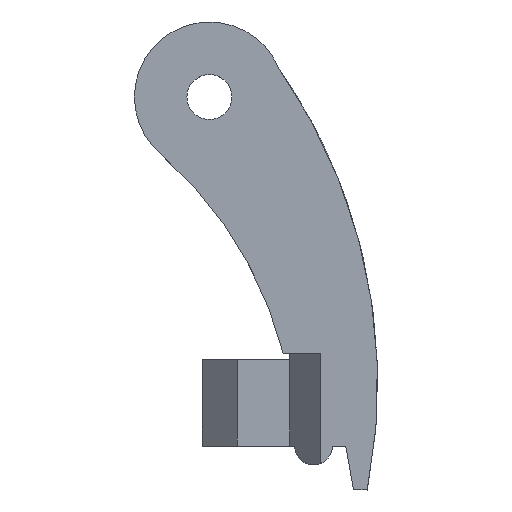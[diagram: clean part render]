
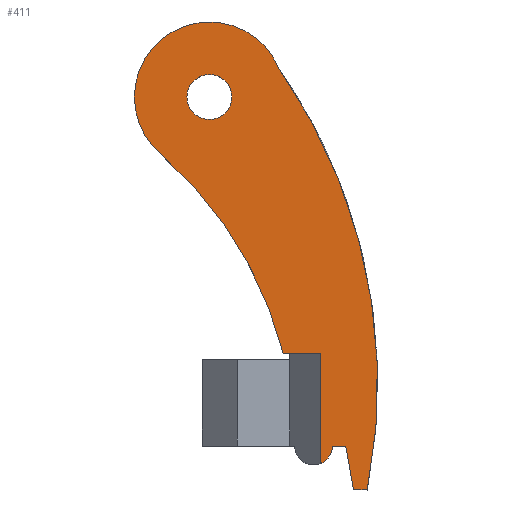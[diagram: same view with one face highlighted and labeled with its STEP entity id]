
A CAD part, top view. The second image highlights one B-rep face of the part: STEP entity #411.
In plain terms, the highlighted planar face has unit normal (0, 0, 1).
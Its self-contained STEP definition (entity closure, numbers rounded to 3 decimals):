
#25=PLANE('',#454);
#50=LINE('',#644,#92);
#51=LINE('',#646,#93);
#52=LINE('',#648,#94);
#53=LINE('',#650,#95);
#54=LINE('',#658,#96);
#92=VECTOR('',#516,1000.);
#93=VECTOR('',#517,1000.);
#94=VECTOR('',#518,1000.);
#95=VECTOR('',#519,1000.);
#96=VECTOR('',#526,1000.);
#142=ORIENTED_EDGE('',*,*,#257,.T.);
#143=ORIENTED_EDGE('',*,*,#240,.T.);
#144=ORIENTED_EDGE('',*,*,#258,.T.);
#145=ORIENTED_EDGE('',*,*,#259,.T.);
#146=ORIENTED_EDGE('',*,*,#260,.T.);
#147=ORIENTED_EDGE('',*,*,#261,.T.);
#148=ORIENTED_EDGE('',*,*,#262,.T.);
#149=ORIENTED_EDGE('',*,*,#263,.F.);
#150=ORIENTED_EDGE('',*,*,#264,.T.);
#151=ORIENTED_EDGE('',*,*,#265,.F.);
#240=EDGE_CURVE('',#298,#299,#337,.T.);
#257=EDGE_CURVE('',#314,#298,#50,.T.);
#258=EDGE_CURVE('',#299,#315,#51,.T.);
#259=EDGE_CURVE('',#315,#316,#52,.T.);
#260=EDGE_CURVE('',#316,#317,#53,.F.);
#261=EDGE_CURVE('',#317,#318,#342,.T.);
#262=EDGE_CURVE('',#318,#319,#343,.T.);
#263=EDGE_CURVE('',#320,#319,#344,.T.);
#264=EDGE_CURVE('',#320,#314,#54,.T.);
#265=EDGE_CURVE('',#321,#321,#345,.T.);
#298=VERTEX_POINT('',#610);
#299=VERTEX_POINT('',#611);
#314=VERTEX_POINT('',#645);
#315=VERTEX_POINT('',#647);
#316=VERTEX_POINT('',#649);
#317=VERTEX_POINT('',#651);
#318=VERTEX_POINT('',#653);
#319=VERTEX_POINT('',#655);
#320=VERTEX_POINT('',#657);
#321=VERTEX_POINT('',#660);
#337=CIRCLE('',#447,0.75);
#342=CIRCLE('',#455,22.053);
#343=CIRCLE('',#456,3.);
#344=CIRCLE('',#457,15.699);
#345=CIRCLE('',#458,0.9);
#354=EDGE_LOOP('',(#142,#143,#144,#145,#146,#147,#148,#149,#150));
#355=EDGE_LOOP('',(#151));
#379=FACE_BOUND('',#354,.T.);
#380=FACE_BOUND('',#355,.T.);
#411=ADVANCED_FACE('',(#379,#380),#25,.T.);
#447=AXIS2_PLACEMENT_3D('',#609,#489,#490);
#454=AXIS2_PLACEMENT_3D('',#643,#514,#515);
#455=AXIS2_PLACEMENT_3D('',#652,#520,#521);
#456=AXIS2_PLACEMENT_3D('',#654,#522,#523);
#457=AXIS2_PLACEMENT_3D('',#656,#524,#525);
#458=AXIS2_PLACEMENT_3D('',#659,#527,#528);
#489=DIRECTION('',(0.,0.,1.));
#490=DIRECTION('',(0.,-1.,0.));
#514=DIRECTION('',(0.,0.,1.));
#515=DIRECTION('',(1.,0.,0.));
#516=DIRECTION('',(0.,-1.,0.));
#517=DIRECTION('',(1.,0.,0.));
#518=DIRECTION('',(0.176,-0.984,0.));
#519=DIRECTION('',(-1.,0.008,0.));
#520=DIRECTION('',(0.,0.,1.));
#521=DIRECTION('',(0.,-1.,0.));
#522=DIRECTION('',(0.,0.,1.));
#523=DIRECTION('',(0.,-1.,0.));
#524=DIRECTION('',(0.,0.,1.));
#525=DIRECTION('',(0.,-1.,0.));
#526=DIRECTION('',(1.,0.,0.));
#527=DIRECTION('',(0.,0.,1.));
#528=DIRECTION('',(0.,-1.,0.));
#609=CARTESIAN_POINT('',(4.177,-13.948,0.));
#610=CARTESIAN_POINT('',(4.442,-14.65,0.));
#611=CARTESIAN_POINT('',(4.927,-13.948,0.));
#643=CARTESIAN_POINT('',(-329.564,237.754,0.));
#644=CARTESIAN_POINT('',(4.442,237.754,0.));
#645=CARTESIAN_POINT('',(4.442,-10.248,0.));
#646=CARTESIAN_POINT('',(3.36,-13.948,0.));
#647=CARTESIAN_POINT('',(5.463,-13.948,0.));
#648=CARTESIAN_POINT('',(5.712,-15.345,0.));
#649=CARTESIAN_POINT('',(5.775,-15.694,0.));
#650=CARTESIAN_POINT('',(-331.648,-12.889,0.));
#651=CARTESIAN_POINT('',(6.326,-15.698,0.));
#652=CARTESIAN_POINT('',(-15.318,-11.466,0.));
#653=CARTESIAN_POINT('',(2.772,1.148,0.));
#654=CARTESIAN_POINT('',(0.,0.,0.));
#655=CARTESIAN_POINT('',(-1.955,-2.276,0.));
#656=CARTESIAN_POINT('',(-12.253,-14.125,0.));
#657=CARTESIAN_POINT('',(2.96,-10.248,0.));
#658=CARTESIAN_POINT('',(-329.564,-10.248,0.));
#659=CARTESIAN_POINT('',(0.,0.,0.));
#660=CARTESIAN_POINT('',(0.,-0.9,0.));
